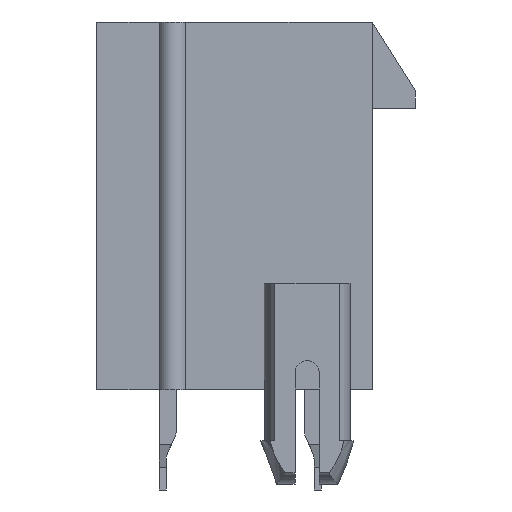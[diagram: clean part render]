
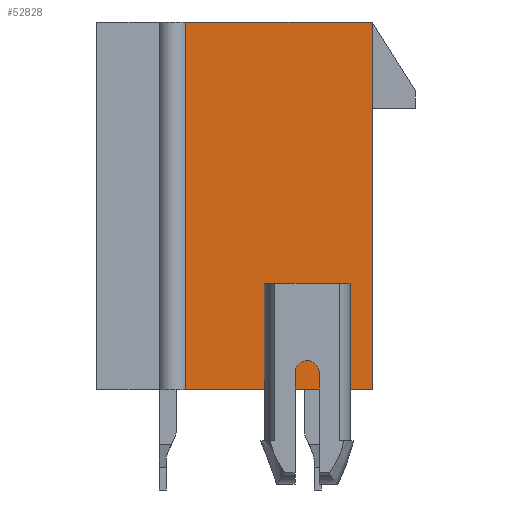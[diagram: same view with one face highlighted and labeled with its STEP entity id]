
A CAD part, left-side view. The second image highlights one B-rep face of the part: STEP entity #52828.
In plain terms, the highlighted planar face has unit normal (-1, 0, 0).
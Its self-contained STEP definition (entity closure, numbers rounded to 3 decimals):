
#5052=ORIENTED_EDGE('',*,*,#13980,.F.);
#5053=ORIENTED_EDGE('',*,*,#13983,.F.);
#5054=ORIENTED_EDGE('',*,*,#13973,.F.);
#5055=ORIENTED_EDGE('',*,*,#13977,.F.);
#5056=ORIENTED_EDGE('',*,*,#15396,.T.);
#5057=ORIENTED_EDGE('',*,*,#15289,.T.);
#5058=ORIENTED_EDGE('',*,*,#15368,.T.);
#5059=ORIENTED_EDGE('',*,*,#13990,.F.);
#13973=EDGE_CURVE('',#19730,#19731,#23551,.T.);
#13977=EDGE_CURVE('',#19734,#19730,#23555,.T.);
#13980=EDGE_CURVE('',#19736,#19734,#23558,.T.);
#13983=EDGE_CURVE('',#19731,#19736,#23561,.T.);
#13990=EDGE_CURVE('',#19741,#19738,#23566,.T.);
#15289=EDGE_CURVE('',#20557,#20556,#24833,.T.);
#15368=EDGE_CURVE('',#20556,#19738,#24912,.T.);
#15396=EDGE_CURVE('',#19741,#20557,#24940,.T.);
#19730=VERTEX_POINT('',#69798);
#19731=VERTEX_POINT('',#69799);
#19734=VERTEX_POINT('',#69807);
#19736=VERTEX_POINT('',#69813);
#19738=VERTEX_POINT('',#69824);
#19741=VERTEX_POINT('',#69829);
#20556=VERTEX_POINT('',#72300);
#20557=VERTEX_POINT('',#72302);
#23551=LINE('',#69797,#28666);
#23555=LINE('',#69806,#28670);
#23558=LINE('',#69812,#28673);
#23561=LINE('',#69818,#28676);
#23566=LINE('',#69830,#28681);
#24833=LINE('',#72301,#29948);
#24912=LINE('',#72427,#30027);
#24940=LINE('',#72468,#30055);
#28666=VECTOR('',#58390,1000.);
#28670=VECTOR('',#58396,1000.);
#28673=VECTOR('',#58401,1000.);
#28676=VECTOR('',#58406,1000.);
#28681=VECTOR('',#58417,1000.);
#29948=VECTOR('',#60462,1000.);
#30027=VECTOR('',#60573,1000.);
#30055=VECTOR('',#60609,1000.);
#33539=EDGE_LOOP('',(#5052,#5053,#5054,#5055));
#33540=EDGE_LOOP('',(#5056,#5057,#5058,#5059));
#35551=FACE_BOUND('',#33539,.T.);
#35552=FACE_BOUND('',#33540,.T.);
#37490=PLANE('',#54920);
#52828=ADVANCED_FACE('',(#35551,#35552),#37490,.T.);
#54920=AXIS2_PLACEMENT_3D('',#72493,#60631,#60632);
#58390=DIRECTION('',(0.,0.,1.));
#58396=DIRECTION('',(0.,-1.,0.));
#58401=DIRECTION('',(0.,0.,-1.));
#58406=DIRECTION('',(0.,1.,0.));
#58417=DIRECTION('',(0.,0.,1.));
#60462=DIRECTION('',(0.,0.,1.));
#60573=DIRECTION('',(0.,1.,0.));
#60609=DIRECTION('',(0.,-1.,0.));
#60631=DIRECTION('',(-1.,0.,0.));
#60632=DIRECTION('',(0.,0.,1.));
#69797=CARTESIAN_POINT('',(-17.45,-3.28,-5.3));
#69798=CARTESIAN_POINT('',(-17.45,-3.28,-5.3));
#69799=CARTESIAN_POINT('',(-17.45,-3.28,-2.7));
#69806=CARTESIAN_POINT('',(-17.45,-1.78,-5.3));
#69807=CARTESIAN_POINT('',(-17.45,-1.78,-5.3));
#69812=CARTESIAN_POINT('',(-17.45,-1.78,-2.7));
#69813=CARTESIAN_POINT('',(-17.45,-1.78,-2.7));
#69818=CARTESIAN_POINT('',(-17.45,-3.28,-2.7));
#69824=CARTESIAN_POINT('',(-17.45,1.7,6.4));
#69829=CARTESIAN_POINT('',(-17.45,1.7,-6.4));
#69830=CARTESIAN_POINT('',(-17.45,1.7,-6.4));
#72300=CARTESIAN_POINT('',(-17.45,-4.8,6.4));
#72301=CARTESIAN_POINT('',(-17.45,-4.8,-6.4));
#72302=CARTESIAN_POINT('',(-17.45,-4.8,-6.4));
#72427=CARTESIAN_POINT('',(-17.45,-4.8,6.4));
#72468=CARTESIAN_POINT('',(-17.45,4.8,-6.4));
#72493=CARTESIAN_POINT('',(-17.45,0.,0.));
